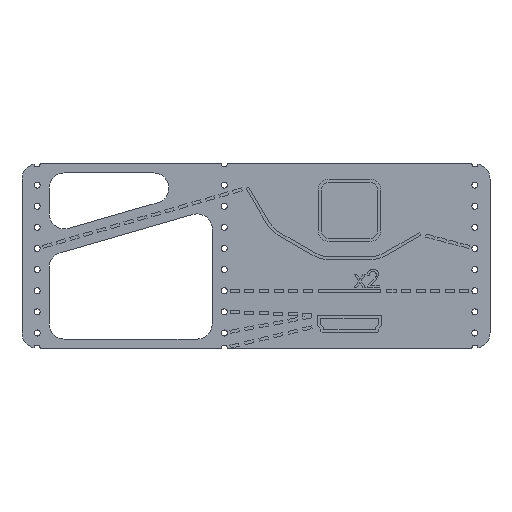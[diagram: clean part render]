
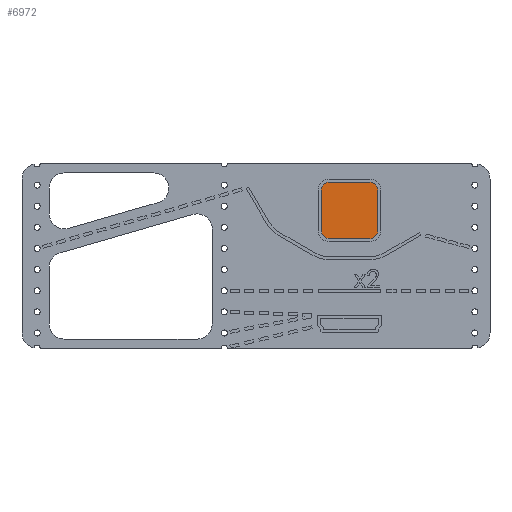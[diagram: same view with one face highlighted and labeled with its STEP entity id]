
A CAD part, top view. The second image highlights one B-rep face of the part: STEP entity #6972.
In plain terms, the highlighted planar face has unit normal (0, 0, 1).
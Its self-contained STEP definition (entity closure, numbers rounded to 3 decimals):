
#171=CIRCLE('',#7455,2.75);
#173=CIRCLE('',#7459,2.75);
#175=CIRCLE('',#7463,2.75);
#181=CIRCLE('',#7479,2.75);
#877=ORIENTED_EDGE('',*,*,#2612,.F.);
#878=ORIENTED_EDGE('',*,*,#2608,.F.);
#879=ORIENTED_EDGE('',*,*,#2646,.T.);
#880=ORIENTED_EDGE('',*,*,#2627,.T.);
#881=ORIENTED_EDGE('',*,*,#2624,.F.);
#882=ORIENTED_EDGE('',*,*,#2621,.F.);
#883=ORIENTED_EDGE('',*,*,#2618,.T.);
#884=ORIENTED_EDGE('',*,*,#2615,.F.);
#2608=EDGE_CURVE('',#3554,#3555,#4156,.T.);
#2612=EDGE_CURVE('',#3555,#3558,#171,.T.);
#2615=EDGE_CURVE('',#3558,#3560,#4161,.T.);
#2618=EDGE_CURVE('',#3562,#3560,#173,.T.);
#2621=EDGE_CURVE('',#3562,#3564,#4165,.T.);
#2624=EDGE_CURVE('',#3564,#3566,#175,.T.);
#2627=EDGE_CURVE('',#3568,#3566,#4169,.T.);
#2646=EDGE_CURVE('',#3554,#3568,#181,.T.);
#3554=VERTEX_POINT('',#10553);
#3555=VERTEX_POINT('',#10554);
#3558=VERTEX_POINT('',#10562);
#3560=VERTEX_POINT('',#10568);
#3562=VERTEX_POINT('',#10574);
#3564=VERTEX_POINT('',#10580);
#3566=VERTEX_POINT('',#10586);
#3568=VERTEX_POINT('',#10592);
#4156=LINE('',#10552,#5005);
#4161=LINE('',#10567,#5010);
#4165=LINE('',#10579,#5014);
#4169=LINE('',#10591,#5018);
#5005=VECTOR('',#8439,1000.);
#5010=VECTOR('',#8452,1000.);
#5014=VECTOR('',#8464,1000.);
#5018=VECTOR('',#8476,1000.);
#5731=EDGE_LOOP('',(#877,#878,#879,#880,#881,#882,#883,#884));
#6254=FACE_BOUND('',#5731,.T.);
#6604=PLANE('',#7482);
#6972=ADVANCED_FACE('',(#6254),#6604,.T.);
#7455=AXIS2_PLACEMENT_3D('',#10561,#8445,#8446);
#7459=AXIS2_PLACEMENT_3D('',#10573,#8457,#8458);
#7463=AXIS2_PLACEMENT_3D('',#10585,#8469,#8470);
#7479=AXIS2_PLACEMENT_3D('',#10629,#8517,#8518);
#7482=AXIS2_PLACEMENT_3D('',#10632,#8523,#8524);
#8439=DIRECTION('',(1.,0.,0.));
#8445=DIRECTION('',(0.,0.,-1.));
#8446=DIRECTION('',(1.,0.,0.));
#8452=DIRECTION('',(0.,-1.,0.));
#8457=DIRECTION('',(0.,0.,1.));
#8458=DIRECTION('',(1.,0.,0.));
#8464=DIRECTION('',(-1.,0.,0.));
#8469=DIRECTION('',(0.,0.,-1.));
#8470=DIRECTION('',(1.,0.,0.));
#8476=DIRECTION('',(0.,-1.,0.));
#8517=DIRECTION('',(0.,0.,1.));
#8518=DIRECTION('',(1.,0.,0.));
#8523=DIRECTION('',(0.,0.,1.));
#8524=DIRECTION('',(1.,0.,0.));
#10552=CARTESIAN_POINT('',(31.,24.5,0.5));
#10553=CARTESIAN_POINT('',(24.375,24.5,0.5));
#10554=CARTESIAN_POINT('',(37.625,24.5,0.5));
#10561=CARTESIAN_POINT('',(37.625,21.75,0.5));
#10562=CARTESIAN_POINT('',(40.375,21.75,0.5));
#10567=CARTESIAN_POINT('',(40.375,15.125,0.5));
#10568=CARTESIAN_POINT('',(40.375,8.5,0.5));
#10573=CARTESIAN_POINT('',(37.625,8.5,0.5));
#10574=CARTESIAN_POINT('',(37.625,5.75,0.5));
#10579=CARTESIAN_POINT('',(31.,5.75,0.5));
#10580=CARTESIAN_POINT('',(24.375,5.75,0.5));
#10585=CARTESIAN_POINT('',(24.375,8.5,0.5));
#10586=CARTESIAN_POINT('',(21.625,8.5,0.5));
#10591=CARTESIAN_POINT('',(21.625,15.125,0.5));
#10592=CARTESIAN_POINT('',(21.625,21.75,0.5));
#10629=CARTESIAN_POINT('',(24.375,21.75,0.5));
#10632=CARTESIAN_POINT('',(0.,0.,0.5));
